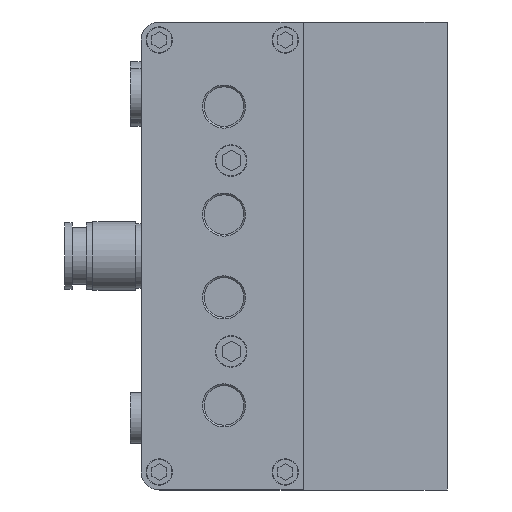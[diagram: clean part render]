
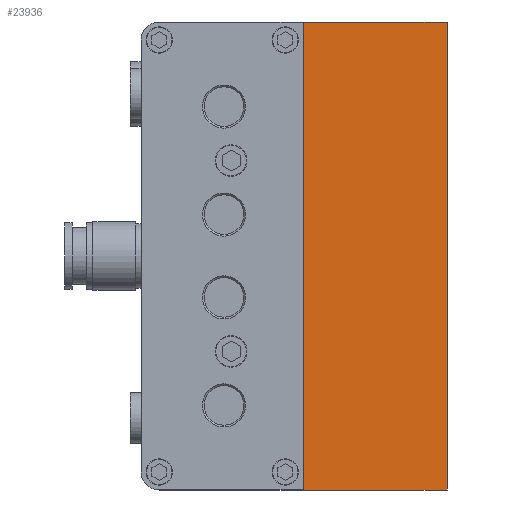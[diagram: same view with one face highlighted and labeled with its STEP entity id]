
A CAD part, left-side view. The second image highlights one B-rep face of the part: STEP entity #23936.
In plain terms, the highlighted planar face has unit normal (-1, 0, 0).
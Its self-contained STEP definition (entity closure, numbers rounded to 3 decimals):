
#347 = EDGE_CURVE ( 'NONE', #27207, #8875, #885, .T. ) ;
#885 = LINE ( 'NONE', #22419, #23493 ) ;
#2523 = EDGE_LOOP ( 'NONE', ( #34865, #18458, #24817, #3785 ) ) ;
#3106 = FACE_OUTER_BOUND ( 'NONE', #2523, .T. ) ;
#3785 = ORIENTED_EDGE ( 'NONE', *, *, #26808, .T. ) ;
#5982 = LINE ( 'NONE', #22126, #31818 ) ;
#5997 = CARTESIAN_POINT ( 'NONE',  ( -239., 0., -65. ) ) ;
#8875 = VERTEX_POINT ( 'NONE', #5997 ) ;
#11514 = CARTESIAN_POINT ( 'NONE',  ( -239., -40., 65. ) ) ;
#11701 = DIRECTION ( 'NONE',  ( 1., 0., 0. ) ) ;
#11948 = EDGE_CURVE ( 'NONE', #31987, #8875, #30581, .T. ) ;
#14227 = CARTESIAN_POINT ( 'NONE',  ( -239., -40., 65. ) ) ;
#16728 = DIRECTION ( 'NONE',  ( 0., 0., -1. ) ) ;
#17057 = EDGE_CURVE ( 'NONE', #31905, #27207, #5982, .T. ) ;
#17125 = DIRECTION ( 'NONE',  ( 0., 0., -1. ) ) ;
#18458 = ORIENTED_EDGE ( 'NONE', *, *, #347, .F. ) ;
#18642 = DIRECTION ( 'NONE',  ( 0., 1., 0. ) ) ;
#20637 = CARTESIAN_POINT ( 'NONE',  ( -239., 0., 65. ) ) ;
#20642 = VECTOR ( 'NONE', #17125, 1000. ) ;
#20670 = CARTESIAN_POINT ( 'NONE',  ( -239., -40., -65. ) ) ;
#21325 = CARTESIAN_POINT ( 'NONE',  ( -239., -40., 65. ) ) ;
#22126 = CARTESIAN_POINT ( 'NONE',  ( -239., -40., 65. ) ) ;
#22137 = VECTOR ( 'NONE', #18642, 1000. ) ;
#22419 = CARTESIAN_POINT ( 'NONE',  ( -239., -40., -65. ) ) ;
#22635 = PLANE ( 'NONE',  #27463 ) ;
#23493 = VECTOR ( 'NONE', #31020, 1000. ) ;
#23936 = ADVANCED_FACE ( 'NONE', ( #3106 ), #22635, .F. ) ;
#24201 = LINE ( 'NONE', #21325, #22137 ) ;
#24817 = ORIENTED_EDGE ( 'NONE', *, *, #17057, .F. ) ;
#26808 = EDGE_CURVE ( 'NONE', #31905, #31987, #24201, .T. ) ;
#27207 = VERTEX_POINT ( 'NONE', #20670 ) ;
#27463 = AXIS2_PLACEMENT_3D ( 'NONE', #14227, #11701, #16728 ) ;
#30581 = LINE ( 'NONE', #33449, #20642 ) ;
#30908 = DIRECTION ( 'NONE',  ( 0., 0., -1. ) ) ;
#31020 = DIRECTION ( 'NONE',  ( 0., 1., 0. ) ) ;
#31818 = VECTOR ( 'NONE', #30908, 1000. ) ;
#31905 = VERTEX_POINT ( 'NONE', #11514 ) ;
#31987 = VERTEX_POINT ( 'NONE', #20637 ) ;
#33449 = CARTESIAN_POINT ( 'NONE',  ( -239., 0., 65. ) ) ;
#34865 = ORIENTED_EDGE ( 'NONE', *, *, #11948, .T. ) ;
